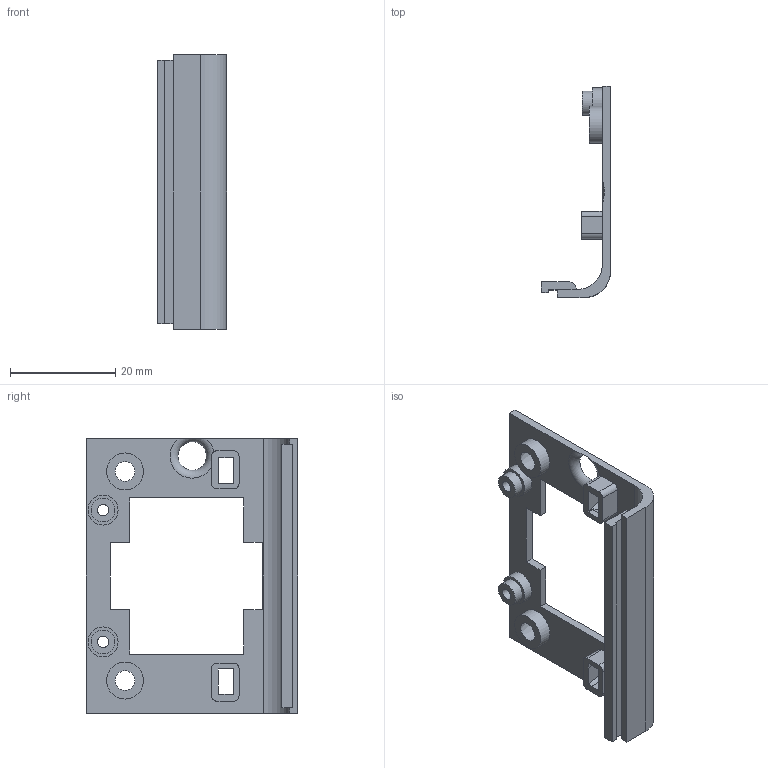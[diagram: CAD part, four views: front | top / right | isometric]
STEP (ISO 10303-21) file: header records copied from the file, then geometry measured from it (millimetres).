
FILE_DESCRIPTION(/* description */ (''),/* implementation_level */ '2;1');
FILE_NAME(/* name */ 'EduBot_M2_RoofFront.stp',/* time_stamp */ '2019-04-01T18:24:43+09:00',/* author */ ('tlsru'),/* organization */ (''),/* preprocessor_version */ 'ST-DEVELOPER v15.6',/* originating_system */ 'Autodesk Inventor 2015',/* authorisation */ '');
FILE_SCHEMA (('AUTOMOTIVE_DESIGN { 1 0 10303 214 3 1 1 }'));
Length unit declared in the file: millimetre
Products named in the file (1): EduBot_M2_Roof
Bounding box: 13.09 x 40.1 x 52 mm (x, y, z)
Volume: 3292 mm3; surface area: 4966.2 mm2
Topology: 1 solids, 1 shells, 94 faces, 246 edges, 162 vertices
Faces by surface type: plane 62, cylinder 21, bspline 8, cone 2, torus 1
Full cylindrical faces by diameter (mm): 2.2 x2, 3.8 x2, 4.5 x2, 5.7 x2, 7 x2
Entity records: 3045 total; most frequent: CARTESIAN_POINT 760, ORIENTED_EDGE 460, DIRECTION 432, EDGE_CURVE 230, LINE 160, VECTOR 160, VERTEX_POINT 159, AXIS2_PLACEMENT_3D 136
